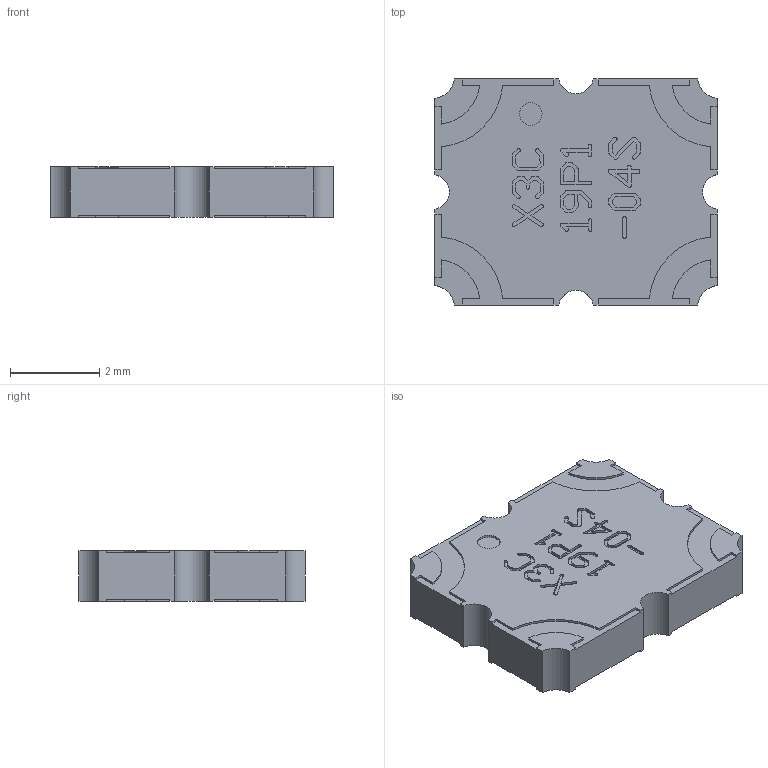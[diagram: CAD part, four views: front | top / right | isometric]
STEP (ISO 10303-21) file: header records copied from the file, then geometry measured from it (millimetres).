
FILE_DESCRIPTION (( 'STEP AP203' ), '1' );
FILE_NAME ('X3C19P1-04S.STEP', '2025-05-08T14:32:55', ( '' ), ( '' ), 'SwSTEP 2.0', 'SolidWorks 2023', '' );
FILE_SCHEMA (( 'CONFIG_CONTROL_DESIGN' ));
Length unit declared in the file: inch
Products named in the file (1): X3C19P1-04S
Bounding box: 6.35 x 5.08 x 1.14 mm (x, y, z)
Volume: 34.6 mm3; surface area: 91.7 mm2
Topology: 1 solids, 1 shells, 404 faces, 1155 edges, 770 vertices
Faces by surface type: plane 280, cylinder 124
Entity records: 13226 total; most frequent: CARTESIAN_POINT 2330, ORIENTED_EDGE 2310, DIRECTION 2213, EDGE_CURVE 1155, VECTOR 907, LINE 907, VERTEX_POINT 770, AXIS2_PLACEMENT_3D 653
